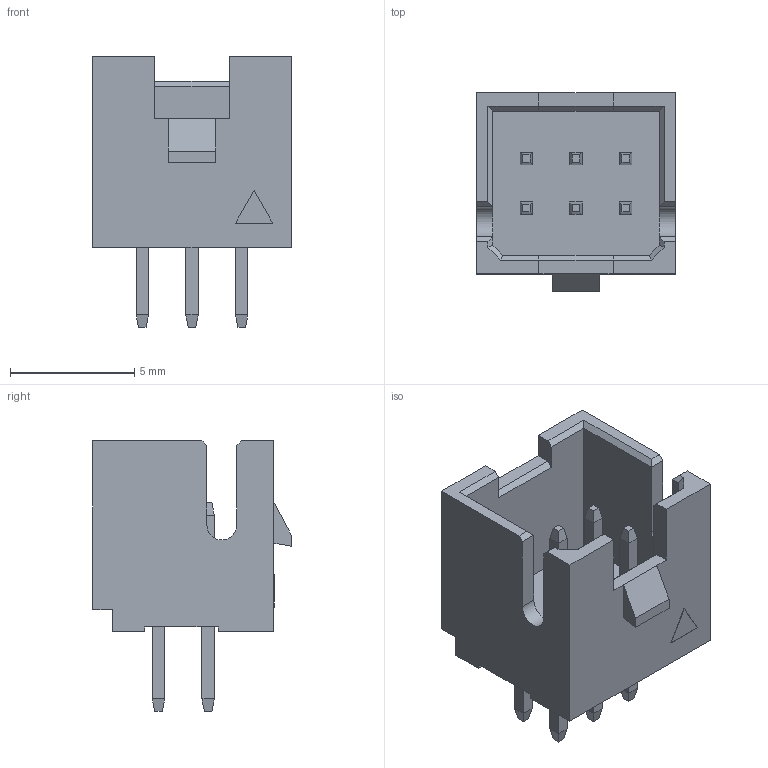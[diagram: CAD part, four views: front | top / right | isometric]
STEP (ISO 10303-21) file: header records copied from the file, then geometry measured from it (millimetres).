
FILE_DESCRIPTION(('FreeCAD Model'),'2;1');
FILE_NAME('2026wv-2x03d-46sn.step', '2020-10-12T23:44:52',('Author'),(''), 'Open CASCADE STEP processor 7.3','FreeCAD','Unknown');
FILE_SCHEMA(('AUTOMOTIVE_DESIGN { 1 0 10303 214 1 1 1 1 }'));
Length unit declared in the file: millimetre
Products named in the file (1): 2026WV-2X03D-LPSN
Bounding box: 8 x 8 x 10.9 mm (x, y, z)
Volume: 203.8 mm3; surface area: 589.5 mm2
Topology: 7 solids, 7 shells, 191 faces, 444 edges, 268 vertices
Faces by surface type: plane 189, cylinder 2
Entity records: 6572 total; most frequent: CARTESIAN_POINT 904, ORIENTED_EDGE 888, DIRECTION 832, EDGE_CURVE 444, LINE 440, VECTOR 440, VERTEX_POINT 268, FACE_BOUND 204
